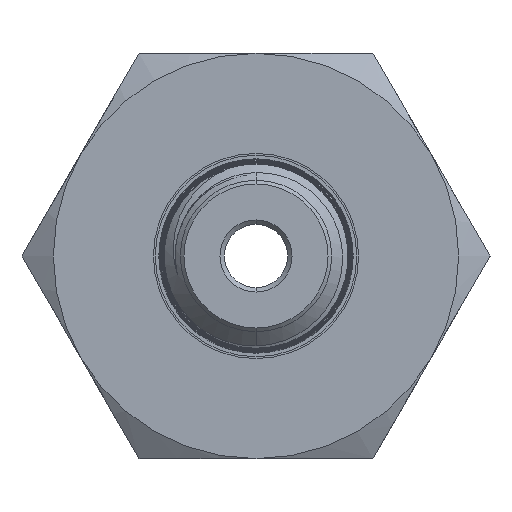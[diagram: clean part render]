
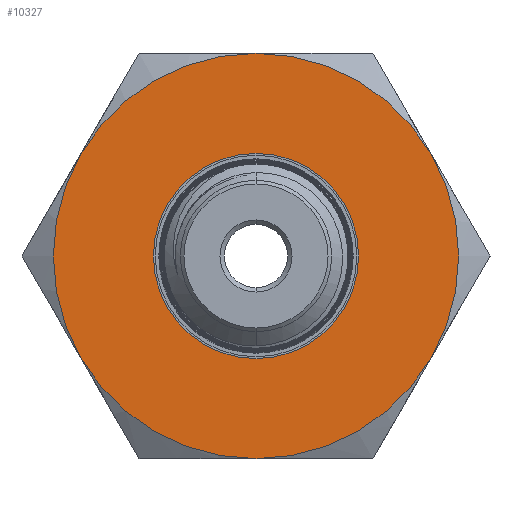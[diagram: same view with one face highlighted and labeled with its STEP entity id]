
A CAD part, left-side view. The second image highlights one B-rep face of the part: STEP entity #10327.
In plain terms, the highlighted planar face has unit normal (-1, 0, 0).
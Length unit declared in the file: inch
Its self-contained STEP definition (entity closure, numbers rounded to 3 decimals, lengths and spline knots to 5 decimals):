
#104 = AXIS2_PLACEMENT_3D ( 'NONE', #6723, #9504, #14825 ) ;
#678 = CIRCLE ( 'NONE', #14000, 0.5625 ) ;
#927 = AXIS2_PLACEMENT_3D ( 'NONE', #10556, #13285, #3666 ) ;
#1522 = ORIENTED_EDGE ( 'NONE', *, *, #14267, .T. ) ;
#1847 = ORIENTED_EDGE ( 'NONE', *, *, #10886, .T. ) ;
#1958 = CARTESIAN_POINT ( 'NONE',  ( -0.9445, -0.48714, -0.28125 ) ) ;
#2361 = ORIENTED_EDGE ( 'NONE', *, *, #5572, .F. ) ;
#2574 = EDGE_CURVE ( 'NONE', #7593, #6756, #3949, .T. ) ;
#2632 = DIRECTION ( 'NONE',  ( 0., 0., 1. ) ) ;
#3666 = DIRECTION ( 'NONE',  ( 0., 0., 1. ) ) ;
#3677 = DIRECTION ( 'NONE',  ( -1., 0., 0. ) ) ;
#3949 = CIRCLE ( 'NONE', #8371, 0.5625 ) ;
#4326 = CIRCLE ( 'NONE', #927, 0.5625 ) ;
#4827 = EDGE_LOOP ( 'NONE', ( #1522, #9621, #1847, #5062, #5981, #15914 ) ) ;
#4904 = VERTEX_POINT ( 'NONE', #12254 ) ;
#4910 = CARTESIAN_POINT ( 'NONE',  ( -0.9445, 0.48714, -0.28125 ) ) ;
#4929 = CIRCLE ( 'NONE', #9378, 0.5625 ) ;
#5047 = DIRECTION ( 'NONE',  ( 0., 0., 1. ) ) ;
#5062 = ORIENTED_EDGE ( 'NONE', *, *, #5599, .T. ) ;
#5143 = CARTESIAN_POINT ( 'NONE',  ( -0.9445, 0., -0.5625 ) ) ;
#5177 = DIRECTION ( 'NONE',  ( -1., 0., 0. ) ) ;
#5572 = EDGE_CURVE ( 'NONE', #4904, #17384, #15135, .T. ) ;
#5599 = EDGE_CURVE ( 'NONE', #5763, #15883, #9305, .T. ) ;
#5763 = VERTEX_POINT ( 'NONE', #5143 ) ;
#5942 = AXIS2_PLACEMENT_3D ( 'NONE', #9094, #11874, #16098 ) ;
#5981 = ORIENTED_EDGE ( 'NONE', *, *, #11603, .T. ) ;
#6259 = CARTESIAN_POINT ( 'NONE',  ( -0.9445, 0., 0. ) ) ;
#6499 = DIRECTION ( 'NONE',  ( 0., 0., 1. ) ) ;
#6560 = CARTESIAN_POINT ( 'NONE',  ( -0.9445, 0., 0. ) ) ;
#6648 = DIRECTION ( 'NONE',  ( -1., 0., 0. ) ) ;
#6723 = CARTESIAN_POINT ( 'NONE',  ( -0.9445, 0.28475, 0. ) ) ;
#6756 = VERTEX_POINT ( 'NONE', #4910 ) ;
#7086 = CARTESIAN_POINT ( 'NONE',  ( -0.9445, 0., 0.5625 ) ) ;
#7173 = AXIS2_PLACEMENT_3D ( 'NONE', #6560, #11994, #6499 ) ;
#7589 = DIRECTION ( 'NONE',  ( -1., 0., 0. ) ) ;
#7593 = VERTEX_POINT ( 'NONE', #10894 ) ;
#7642 = AXIS2_PLACEMENT_3D ( 'NONE', #13468, #5177, #12197 ) ;
#7805 = CIRCLE ( 'NONE', #7173, 0.5625 ) ;
#7849 = CARTESIAN_POINT ( 'NONE',  ( -0.9445, -0.48714, 0.28125 ) ) ;
#8217 = CARTESIAN_POINT ( 'NONE',  ( -0.9445, 0., 0. ) ) ;
#8371 = AXIS2_PLACEMENT_3D ( 'NONE', #16419, #3677, #2632 ) ;
#8583 = CARTESIAN_POINT ( 'NONE',  ( -0.9445, 0., 0. ) ) ;
#9094 = CARTESIAN_POINT ( 'NONE',  ( -0.9445, 0., 0. ) ) ;
#9289 = CARTESIAN_POINT ( 'NONE',  ( -0.9445, 0., -0.28475 ) ) ;
#9305 = CIRCLE ( 'NONE', #17067, 0.5625 ) ;
#9322 = EDGE_CURVE ( 'NONE', #16291, #12961, #4929, .T. ) ;
#9378 = AXIS2_PLACEMENT_3D ( 'NONE', #8583, #15649, #17108 ) ;
#9504 = DIRECTION ( 'NONE',  ( 1., 0., 0. ) ) ;
#9621 = ORIENTED_EDGE ( 'NONE', *, *, #2574, .T. ) ;
#10327 = ADVANCED_FACE ( 'NONE', ( #16685, #16447 ), #13143, .F. ) ;
#10556 = CARTESIAN_POINT ( 'NONE',  ( -0.9445, 0., 0. ) ) ;
#10886 = EDGE_CURVE ( 'NONE', #6756, #5763, #678, .T. ) ;
#10894 = CARTESIAN_POINT ( 'NONE',  ( -0.9445, 0.48714, 0.28125 ) ) ;
#11603 = EDGE_CURVE ( 'NONE', #15883, #16291, #7805, .T. ) ;
#11874 = DIRECTION ( 'NONE',  ( -1., 0., 0. ) ) ;
#11994 = DIRECTION ( 'NONE',  ( -1., 0., 0. ) ) ;
#12154 = DIRECTION ( 'NONE',  ( 0., 0., 1. ) ) ;
#12197 = DIRECTION ( 'NONE',  ( 0., 0., 1. ) ) ;
#12254 = CARTESIAN_POINT ( 'NONE',  ( -0.9445, 0., 0.28475 ) ) ;
#12961 = VERTEX_POINT ( 'NONE', #7086 ) ;
#13143 = PLANE ( 'NONE',  #104 ) ;
#13285 = DIRECTION ( 'NONE',  ( -1., 0., 0. ) ) ;
#13468 = CARTESIAN_POINT ( 'NONE',  ( -0.9445, 0., 0. ) ) ;
#13626 = CIRCLE ( 'NONE', #7642, 0.28475 ) ;
#14000 = AXIS2_PLACEMENT_3D ( 'NONE', #8217, #6648, #12154 ) ;
#14267 = EDGE_CURVE ( 'NONE', #12961, #7593, #4326, .T. ) ;
#14395 = EDGE_CURVE ( 'NONE', #17384, #4904, #13626, .T. ) ;
#14825 = DIRECTION ( 'NONE',  ( 0., 0., -1. ) ) ;
#14989 = EDGE_LOOP ( 'NONE', ( #2361, #15041 ) ) ;
#15041 = ORIENTED_EDGE ( 'NONE', *, *, #14395, .F. ) ;
#15135 = CIRCLE ( 'NONE', #5942, 0.28475 ) ;
#15649 = DIRECTION ( 'NONE',  ( -1., 0., 0. ) ) ;
#15883 = VERTEX_POINT ( 'NONE', #1958 ) ;
#15914 = ORIENTED_EDGE ( 'NONE', *, *, #9322, .T. ) ;
#16098 = DIRECTION ( 'NONE',  ( 0., 0., 1. ) ) ;
#16291 = VERTEX_POINT ( 'NONE', #7849 ) ;
#16419 = CARTESIAN_POINT ( 'NONE',  ( -0.9445, 0., 0. ) ) ;
#16447 = FACE_OUTER_BOUND ( 'NONE', #4827, .T. ) ;
#16685 = FACE_BOUND ( 'NONE', #14989, .T. ) ;
#17067 = AXIS2_PLACEMENT_3D ( 'NONE', #6259, #7589, #5047 ) ;
#17108 = DIRECTION ( 'NONE',  ( 0., 0., 1. ) ) ;
#17384 = VERTEX_POINT ( 'NONE', #9289 ) ;
